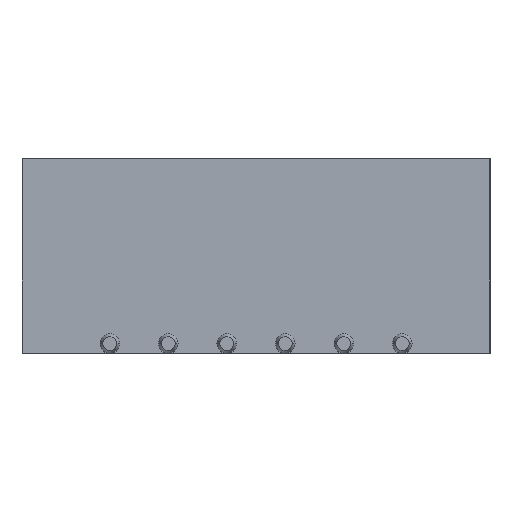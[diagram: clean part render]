
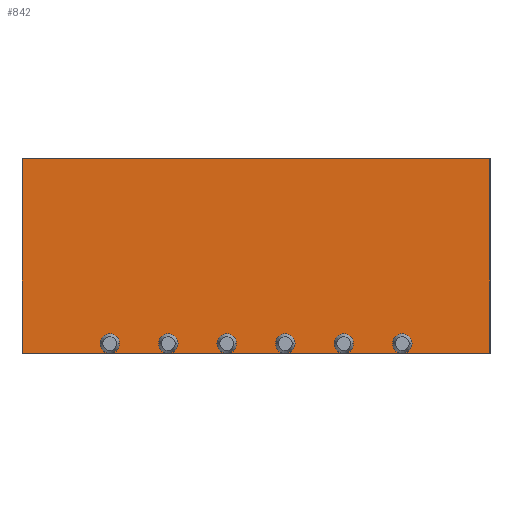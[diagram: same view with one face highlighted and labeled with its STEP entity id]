
A CAD part, top view. The second image highlights one B-rep face of the part: STEP entity #842.
In plain terms, the highlighted face is planar.
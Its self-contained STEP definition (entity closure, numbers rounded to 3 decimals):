
#26 = CARTESIAN_POINT ( 'NONE',  ( 0., 0., -3.7 ) ) ;
#69 = CARTESIAN_POINT ( 'NONE',  ( -10.5, 2.5, -3.7 ) ) ;
#178 = DIRECTION ( 'NONE',  ( 0., 0., -1. ) ) ;
#318 = ORIENTED_EDGE ( 'NONE', *, *, #3069, .F. ) ;
#661 = ORIENTED_EDGE ( 'NONE', *, *, #2312, .T. ) ;
#715 = ORIENTED_EDGE ( 'NONE', *, *, #1005, .T. ) ;
#842 = ADVANCED_FACE ( 'NONE', ( #2072 ), #4796, .T. ) ;
#880 = VERTEX_POINT ( 'NONE', #3507 ) ;
#995 = VECTOR ( 'NONE', #1563, 1000. ) ;
#1005 = EDGE_CURVE ( 'NONE', #1708, #880, #1798, .T. ) ;
#1105 = CARTESIAN_POINT ( 'NONE',  ( 1.5, 0., -3.7 ) ) ;
#1276 = DIRECTION ( 'NONE',  ( 0., -1., 0. ) ) ;
#1336 = CARTESIAN_POINT ( 'NONE',  ( 1.5, 5., -3.7 ) ) ;
#1563 = DIRECTION ( 'NONE',  ( 0., -1., 0. ) ) ;
#1647 = CARTESIAN_POINT ( 'NONE',  ( 0., 5., -3.7 ) ) ;
#1668 = DIRECTION ( 'NONE',  ( 1., 0., 0. ) ) ;
#1708 = VERTEX_POINT ( 'NONE', #1105 ) ;
#1798 = LINE ( 'NONE', #26, #2893 ) ;
#2072 = FACE_OUTER_BOUND ( 'NONE', #4493, .T. ) ;
#2139 = VECTOR ( 'NONE', #3626, 1000. ) ;
#2219 = ORIENTED_EDGE ( 'NONE', *, *, #4817, .T. ) ;
#2233 = CARTESIAN_POINT ( 'NONE',  ( -10.5, 5., -3.7 ) ) ;
#2284 = LINE ( 'NONE', #69, #995 ) ;
#2312 = EDGE_CURVE ( 'NONE', #4446, #4347, #2429, .T. ) ;
#2429 = LINE ( 'NONE', #1647, #2139 ) ;
#2568 = AXIS2_PLACEMENT_3D ( 'NONE', #3574, #178, #1668 ) ;
#2893 = VECTOR ( 'NONE', #3789, 1000. ) ;
#3069 = EDGE_CURVE ( 'NONE', #4446, #880, #2284, .T. ) ;
#3156 = LINE ( 'NONE', #3877, #3263 ) ;
#3263 = VECTOR ( 'NONE', #1276, 1000. ) ;
#3507 = CARTESIAN_POINT ( 'NONE',  ( -10.5, 0., -3.7 ) ) ;
#3574 = CARTESIAN_POINT ( 'NONE',  ( 0., 0., -3.7 ) ) ;
#3626 = DIRECTION ( 'NONE',  ( 1., 0., 0. ) ) ;
#3789 = DIRECTION ( 'NONE',  ( -1., 0., 0. ) ) ;
#3877 = CARTESIAN_POINT ( 'NONE',  ( 1.5, 2.5, -3.7 ) ) ;
#4347 = VERTEX_POINT ( 'NONE', #1336 ) ;
#4446 = VERTEX_POINT ( 'NONE', #2233 ) ;
#4493 = EDGE_LOOP ( 'NONE', ( #661, #2219, #715, #318 ) ) ;
#4796 = PLANE ( 'NONE',  #2568 ) ;
#4817 = EDGE_CURVE ( 'NONE', #4347, #1708, #3156, .T. ) ;
